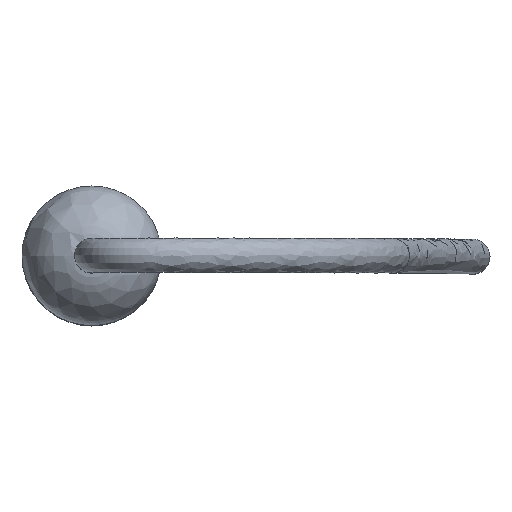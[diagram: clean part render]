
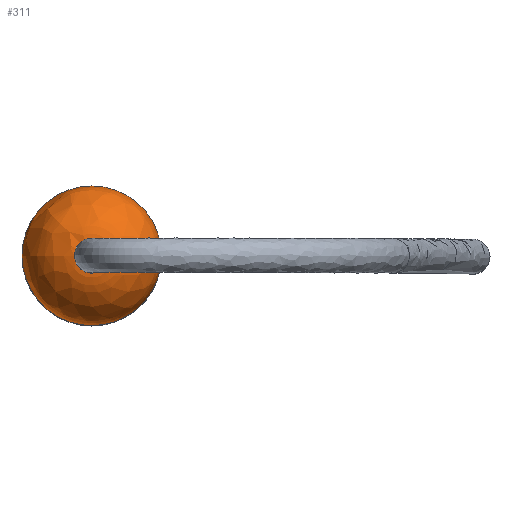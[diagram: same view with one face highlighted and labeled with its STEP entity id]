
A CAD part, top view. The second image highlights one B-rep face of the part: STEP entity #311.
In plain terms, the highlighted free-form (B-spline) face has degree [2, 2] with [3, 9] control points.
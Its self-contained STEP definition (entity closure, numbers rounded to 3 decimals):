
#17=(
BOUNDED_SURFACE()
B_SPLINE_SURFACE(2,2,((#915,#916,#917,#918,#919,#920,#921,#922,#923),(#924,
#925,#926,#927,#928,#929,#930,#931,#932),(#933,#934,#935,#936,#937,#938,
#939,#940,#941)),.UNSPECIFIED.,.F.,.T.,.F.)
B_SPLINE_SURFACE_WITH_KNOTS((3,3),(3,2,2,2,3),(0.,1.571),(-3.142,
-1.571,0.,1.571,3.142),.UNSPECIFIED.)
GEOMETRIC_REPRESENTATION_ITEM()
RATIONAL_B_SPLINE_SURFACE(((1.,0.707,1.,0.707,1.,
0.707,1.,0.707,1.),(0.707,0.5,
0.707,0.5,0.707,0.5,
0.707,0.5,0.707),(1.,0.707,
1.,0.707,1.,0.707,1.,0.707,1.)))
REPRESENTATION_ITEM('')
SURFACE()
);
#61=FACE_OUTER_BOUND('',#84,.T.);
#84=EDGE_LOOP('',(#274,#275,#276,#277,#278));
#128=CIRCLE('',#374,1.1);
#129=CIRCLE('',#375,1.1);
#130=CIRCLE('',#376,0.1);
#131=CIRCLE('',#377,1.);
#156=VERTEX_POINT('',#910);
#157=VERTEX_POINT('',#911);
#158=VERTEX_POINT('',#942);
#195=EDGE_CURVE('',#156,#157,#128,.T.);
#197=EDGE_CURVE('',#157,#156,#129,.T.);
#198=EDGE_CURVE('',#158,#158,#130,.T.);
#199=EDGE_CURVE('',#158,#157,#131,.T.);
#274=ORIENTED_EDGE('',*,*,#198,.T.);
#275=ORIENTED_EDGE('',*,*,#199,.T.);
#276=ORIENTED_EDGE('',*,*,#197,.T.);
#277=ORIENTED_EDGE('',*,*,#195,.T.);
#278=ORIENTED_EDGE('',*,*,#199,.F.);
#311=ADVANCED_FACE('',(#61),#17,.F.);
#374=AXIS2_PLACEMENT_3D('',#912,#473,#474);
#375=AXIS2_PLACEMENT_3D('',#914,#476,#477);
#376=AXIS2_PLACEMENT_3D('',#943,#478,#479);
#377=AXIS2_PLACEMENT_3D('',#944,#480,#481);
#473=DIRECTION('center_axis',(0.,0.,1.));
#474=DIRECTION('ref_axis',(-1.,0.,0.));
#476=DIRECTION('center_axis',(0.,0.,1.));
#477=DIRECTION('ref_axis',(-1.,0.,0.));
#478=DIRECTION('center_axis',(0.,0.,-1.));
#479=DIRECTION('ref_axis',(-1.,0.,0.));
#480=DIRECTION('center_axis',(0.,-1.,0.));
#481=DIRECTION('ref_axis',(-1.,0.,0.));
#910=CARTESIAN_POINT('',(1.1,0.,10.5));
#911=CARTESIAN_POINT('',(-1.1,0.,10.5));
#912=CARTESIAN_POINT('Origin',(0.,0.,10.5));
#914=CARTESIAN_POINT('Origin',(0.,0.,10.5));
#915=CARTESIAN_POINT('Ctrl Pts',(-1.1,0.,10.5));
#916=CARTESIAN_POINT('Ctrl Pts',(-1.1,-1.1,10.5));
#917=CARTESIAN_POINT('Ctrl Pts',(0.,-1.1,10.5));
#918=CARTESIAN_POINT('Ctrl Pts',(1.1,-1.1,10.5));
#919=CARTESIAN_POINT('Ctrl Pts',(1.1,0.,10.5));
#920=CARTESIAN_POINT('Ctrl Pts',(1.1,1.1,10.5));
#921=CARTESIAN_POINT('Ctrl Pts',(0.,1.1,10.5));
#922=CARTESIAN_POINT('Ctrl Pts',(-1.1,1.1,10.5));
#923=CARTESIAN_POINT('Ctrl Pts',(-1.1,0.,10.5));
#924=CARTESIAN_POINT('Ctrl Pts',(-1.1,0.,11.5));
#925=CARTESIAN_POINT('Ctrl Pts',(-1.1,-1.1,11.5));
#926=CARTESIAN_POINT('Ctrl Pts',(0.,-1.1,11.5));
#927=CARTESIAN_POINT('Ctrl Pts',(1.1,-1.1,11.5));
#928=CARTESIAN_POINT('Ctrl Pts',(1.1,0.,11.5));
#929=CARTESIAN_POINT('Ctrl Pts',(1.1,1.1,11.5));
#930=CARTESIAN_POINT('Ctrl Pts',(0.,1.1,11.5));
#931=CARTESIAN_POINT('Ctrl Pts',(-1.1,1.1,11.5));
#932=CARTESIAN_POINT('Ctrl Pts',(-1.1,0.,11.5));
#933=CARTESIAN_POINT('Ctrl Pts',(-0.1,0.,11.5));
#934=CARTESIAN_POINT('Ctrl Pts',(-0.1,-0.1,11.5));
#935=CARTESIAN_POINT('Ctrl Pts',(0.,-0.1,11.5));
#936=CARTESIAN_POINT('Ctrl Pts',(0.1,-0.1,11.5));
#937=CARTESIAN_POINT('Ctrl Pts',(0.1,0.,11.5));
#938=CARTESIAN_POINT('Ctrl Pts',(0.1,0.1,11.5));
#939=CARTESIAN_POINT('Ctrl Pts',(0.,0.1,11.5));
#940=CARTESIAN_POINT('Ctrl Pts',(-0.1,0.1,11.5));
#941=CARTESIAN_POINT('Ctrl Pts',(-0.1,0.,11.5));
#942=CARTESIAN_POINT('',(-0.1,0.,11.5));
#943=CARTESIAN_POINT('Origin',(0.,0.,11.5));
#944=CARTESIAN_POINT('Origin',(-0.1,0.,10.5));
